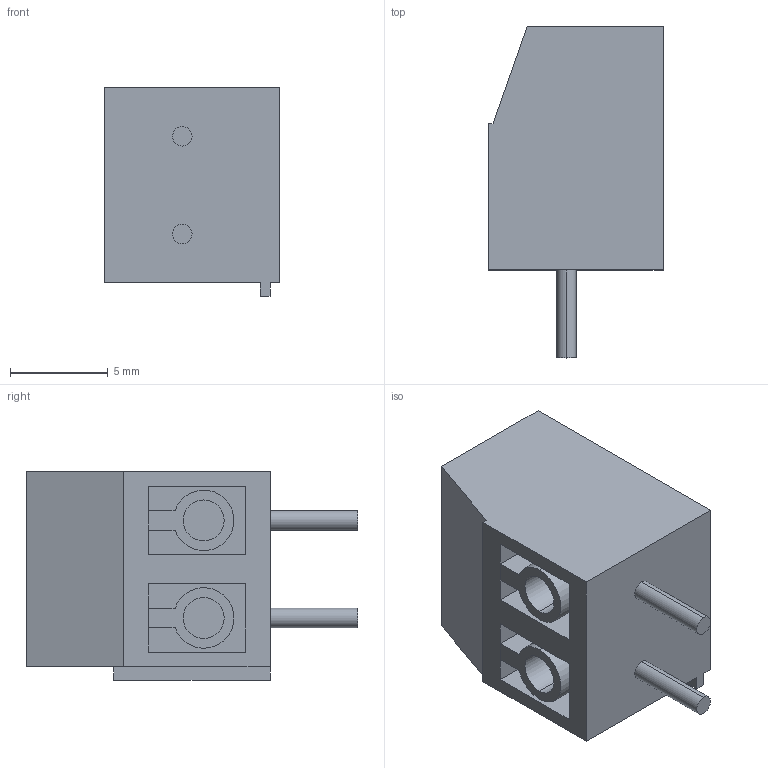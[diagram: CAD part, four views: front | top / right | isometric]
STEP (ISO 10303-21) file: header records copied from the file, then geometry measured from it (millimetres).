
FILE_DESCRIPTION (( 'STEP AP214' ), '1' );
FILE_NAME ('30.002.STEP', '2024-12-23T08:17:15', ( '' ), ( '' ), 'SwSTEP 2.0', 'SolidWorks 2021', '' );
FILE_SCHEMA (( 'AUTOMOTIVE_DESIGN' ));
Length unit declared in the file: millimetre
Products named in the file (1): 30.002
Bounding box: 9 x 17 x 10.7 mm (x, y, z)
Volume: 999.4 mm3; surface area: 881.5 mm2
Topology: 1 solids, 1 shells, 74 faces, 168 edges, 108 vertices
Faces by surface type: plane 48, cylinder 26
Entity records: 2498 total; most frequent: DIRECTION 370, CARTESIAN_POINT 351, ORIENTED_EDGE 336, EDGE_CURVE 168, AXIS2_PLACEMENT_3D 127, VECTOR 116, LINE 116, VERTEX_POINT 108
